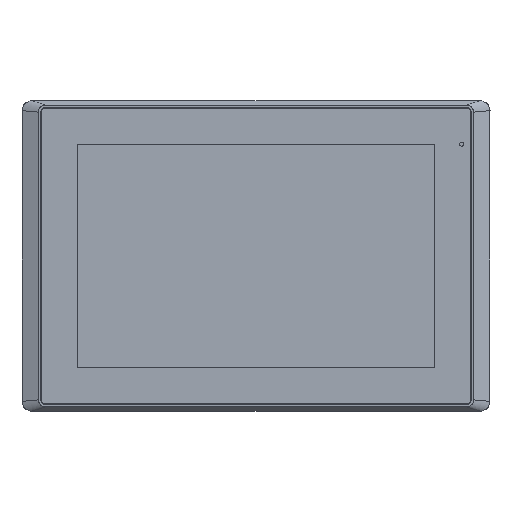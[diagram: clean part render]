
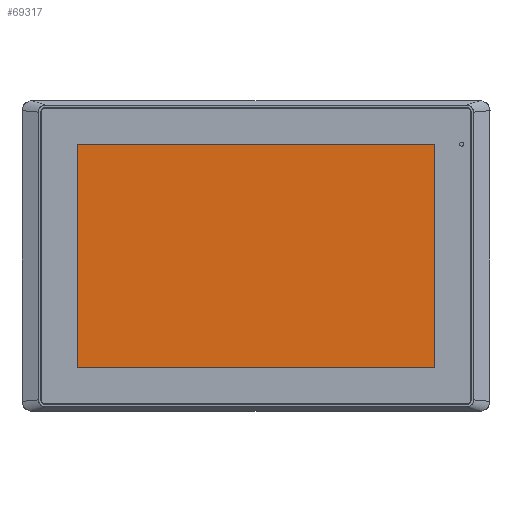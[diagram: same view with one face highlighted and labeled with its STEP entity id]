
A CAD part, top view. The second image highlights one B-rep face of the part: STEP entity #69317.
In plain terms, the highlighted planar face has unit normal (0, 0, 1).
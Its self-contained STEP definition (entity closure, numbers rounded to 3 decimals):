
#1616=PLANE($,#77770);
#10358=LINE($,#152373,#18314);
#10359=LINE($,#152375,#18315);
#10360=LINE($,#152377,#18316);
#10361=LINE($,#152378,#18317);
#18314=VECTOR($,#93335,136.2);
#18315=VECTOR($,#93336,217.56);
#18316=VECTOR($,#93337,136.2);
#18317=VECTOR($,#93338,217.56);
#23327=FACE_OUTER_BOUND($,#25797,.T.);
#25797=EDGE_LOOP($,(#64505,#64506,#64507,#64508));
#39735=VERTEX_POINT($,#152371);
#39736=VERTEX_POINT($,#152372);
#39737=VERTEX_POINT($,#152374);
#39738=VERTEX_POINT($,#152376);
#52120=EDGE_CURVE($,#39735,#39736,#10358,.T.);
#52121=EDGE_CURVE($,#39736,#39737,#10359,.T.);
#52122=EDGE_CURVE($,#39737,#39738,#10360,.T.);
#52123=EDGE_CURVE($,#39738,#39735,#10361,.T.);
#64505=ORIENTED_EDGE($,*,*,#52120,.T.);
#64506=ORIENTED_EDGE($,*,*,#52121,.T.);
#64507=ORIENTED_EDGE($,*,*,#52122,.T.);
#64508=ORIENTED_EDGE($,*,*,#52123,.T.);
#69317=ADVANCED_FACE($,(#23327),#1616,.T.);
#77770=AXIS2_PLACEMENT_3D($,#152370,#93333,#93334);
#93333=DIRECTION('center_axis',(0.,0.,1.));
#93334=DIRECTION('ref_axis',(1.,0.,0.));
#93335=DIRECTION($,(0.,1.,0.));
#93336=DIRECTION($,(-1.,0.,0.));
#93337=DIRECTION($,(0.,-1.,0.));
#93338=DIRECTION($,(1.,0.,0.));
#152370=CARTESIAN_POINT('Origin',(0.,-67.6,6.99));
#152371=CARTESIAN_POINT('',(108.78,-67.6,6.99));
#152372=CARTESIAN_POINT('',(108.78,68.6,6.99));
#152373=CARTESIAN_POINT($,(108.78,-67.6,6.99));
#152374=CARTESIAN_POINT('',(-108.78,68.6,6.99));
#152375=CARTESIAN_POINT($,(108.78,68.6,6.99));
#152376=CARTESIAN_POINT('',(-108.78,-67.6,6.99));
#152377=CARTESIAN_POINT($,(-108.78,68.6,6.99));
#152378=CARTESIAN_POINT($,(-108.78,-67.6,6.99));
